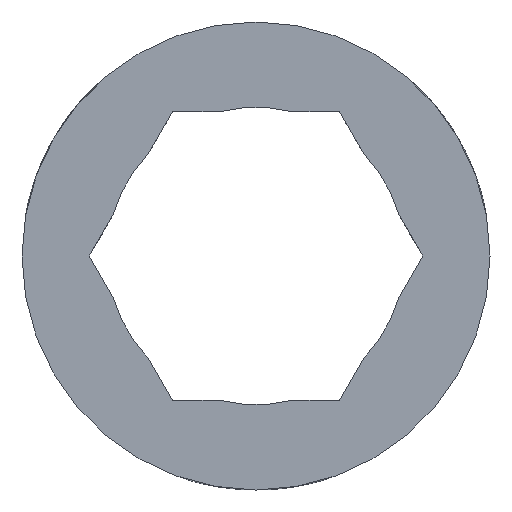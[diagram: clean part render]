
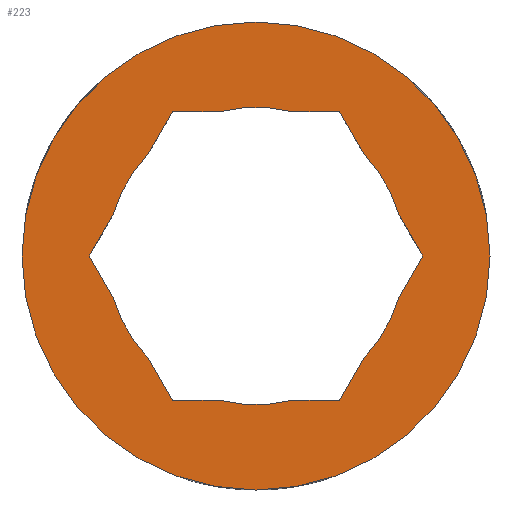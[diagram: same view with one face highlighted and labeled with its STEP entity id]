
A CAD part, left-side view. The second image highlights one B-rep face of the part: STEP entity #223.
In plain terms, the highlighted planar face has unit normal (-1, 0, 0).
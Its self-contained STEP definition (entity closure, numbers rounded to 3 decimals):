
#223=ADVANCED_FACE('',(#291,#292),#293,.F.);
#291=FACE_BOUND('',#360,.T.);
#292=FACE_OUTER_BOUND('',#361,.T.);
#293=PLANE('',#362);
#360=EDGE_LOOP('',(#586,#587,#588,#589,#590,#591,#592,#593,#594,#595,#596,#597,#598,#599,#600,#601,#602,#603));
#361=EDGE_LOOP('',(#604));
#362=AXIS2_PLACEMENT_3D('',#605,#606,#607);
#586=ORIENTED_EDGE('',*,*,#652,.T.);
#587=ORIENTED_EDGE('',*,*,#649,.T.);
#588=ORIENTED_EDGE('',*,*,#683,.F.);
#589=ORIENTED_EDGE('',*,*,#615,.T.);
#590=ORIENTED_EDGE('',*,*,#611,.T.);
#591=ORIENTED_EDGE('',*,*,#645,.F.);
#592=ORIENTED_EDGE('',*,*,#622,.T.);
#593=ORIENTED_EDGE('',*,*,#672,.T.);
#594=ORIENTED_EDGE('',*,*,#684,.F.);
#595=ORIENTED_EDGE('',*,*,#666,.T.);
#596=ORIENTED_EDGE('',*,*,#669,.T.);
#597=ORIENTED_EDGE('',*,*,#686,.F.);
#598=ORIENTED_EDGE('',*,*,#662,.T.);
#599=ORIENTED_EDGE('',*,*,#680,.T.);
#600=ORIENTED_EDGE('',*,*,#682,.F.);
#601=ORIENTED_EDGE('',*,*,#658,.T.);
#602=ORIENTED_EDGE('',*,*,#655,.T.);
#603=ORIENTED_EDGE('',*,*,#685,.F.);
#604=ORIENTED_EDGE('',*,*,#623,.T.);
#605=CARTESIAN_POINT('',(0.0,4.375,0.0));
#606=DIRECTION('',(1.0,0.0,0.0));
#607=DIRECTION('',(0.0,0.0,-1.0));
#611=EDGE_CURVE('',#688,#692,#694,.T.);
#615=EDGE_CURVE('',#701,#688,#702,.T.);
#622=EDGE_CURVE('',#709,#713,#715,.T.);
#623=EDGE_CURVE('',#716,#716,#717,.T.);
#645=EDGE_CURVE('',#709,#692,#757,.T.);
#649=EDGE_CURVE('',#763,#761,#764,.T.);
#652=EDGE_CURVE('',#766,#763,#768,.T.);
#655=EDGE_CURVE('',#769,#771,#773,.T.);
#658=EDGE_CURVE('',#778,#769,#779,.T.);
#662=EDGE_CURVE('',#781,#783,#785,.T.);
#666=EDGE_CURVE('',#792,#790,#793,.T.);
#669=EDGE_CURVE('',#790,#795,#797,.T.);
#672=EDGE_CURVE('',#713,#801,#803,.T.);
#680=EDGE_CURVE('',#783,#812,#814,.T.);
#682=EDGE_CURVE('',#778,#812,#816,.T.);
#683=EDGE_CURVE('',#701,#761,#817,.T.);
#684=EDGE_CURVE('',#792,#801,#818,.T.);
#685=EDGE_CURVE('',#766,#771,#819,.T.);
#686=EDGE_CURVE('',#781,#795,#820,.T.);
#688=VERTEX_POINT('',#822);
#692=VERTEX_POINT('',#828);
#694=LINE('',#831,#832);
#701=VERTEX_POINT('',#841);
#702=LINE('',#842,#843);
#709=VERTEX_POINT('',#851);
#713=VERTEX_POINT('',#857);
#715=LINE('',#860,#861);
#716=VERTEX_POINT('',#862);
#717=CIRCLE('',#863,5.35);
#757=CIRCLE('',#1081,3.4);
#761=VERTEX_POINT('',#1094);
#763=VERTEX_POINT('',#1097);
#764=LINE('',#1098,#1099);
#766=VERTEX_POINT('',#1102);
#768=LINE('',#1105,#1106);
#769=VERTEX_POINT('',#1107);
#771=VERTEX_POINT('',#1110);
#773=LINE('',#1113,#1114);
#778=VERTEX_POINT('',#1120);
#779=LINE('',#1121,#1122);
#781=VERTEX_POINT('',#1125);
#783=VERTEX_POINT('',#1128);
#785=LINE('',#1131,#1132);
#790=VERTEX_POINT('',#1138);
#792=VERTEX_POINT('',#1141);
#793=LINE('',#1142,#1143);
#795=VERTEX_POINT('',#1146);
#797=LINE('',#1149,#1150);
#801=VERTEX_POINT('',#1154);
#803=LINE('',#1157,#1158);
#812=VERTEX_POINT('',#1204);
#814=LINE('',#1207,#1208);
#816=CIRCLE('',#1211,3.4);
#817=CIRCLE('',#1212,3.4);
#818=CIRCLE('',#1213,3.4);
#819=CIRCLE('',#1214,3.4);
#820=CIRCLE('',#1215,3.4);
#822=CARTESIAN_POINT('',(0.0,1.905,3.3));
#828=CARTESIAN_POINT('',(0.0,0.819,3.3));
#831=CARTESIAN_POINT('',(0.0,4.375,3.3));
#832=VECTOR('',#1219,1.0);
#841=CARTESIAN_POINT('',(0.0,2.449,2.359));
#842=CARTESIAN_POINT('',(0.0,3.952,-0.244));
#843=VECTOR('',#1225,1.0);
#851=CARTESIAN_POINT('',(0.0,-0.819,3.3));
#857=CARTESIAN_POINT('',(0.0,-1.905,3.3));
#860=CARTESIAN_POINT('',(0.0,4.375,3.3));
#861=VECTOR('',#1236,1.0);
#862=CARTESIAN_POINT('',(0.0,0.0,5.35));
#863=AXIS2_PLACEMENT_3D('',#1237,#1238,#1239);
#1081=AXIS2_PLACEMENT_3D('',#1271,#1272,#1273);
#1094=CARTESIAN_POINT('',(0.0,3.267,0.941));
#1097=CARTESIAN_POINT('',(0.0,3.811,0.0));
#1098=CARTESIAN_POINT('',(0.0,3.952,-0.244));
#1099=VECTOR('',#1278,1.0);
#1102=CARTESIAN_POINT('',(0.0,3.267,-0.941));
#1105=CARTESIAN_POINT('',(0.0,3.952,0.244));
#1106=VECTOR('',#1281,1.0);
#1107=CARTESIAN_POINT('',(0.0,1.905,-3.3));
#1110=CARTESIAN_POINT('',(0.0,2.449,-2.359));
#1113=CARTESIAN_POINT('',(0.0,3.952,0.244));
#1114=VECTOR('',#1284,1.0);
#1120=CARTESIAN_POINT('',(0.0,0.819,-3.3));
#1121=CARTESIAN_POINT('',(0.0,4.375,-3.3));
#1122=VECTOR('',#1289,1.0);
#1125=CARTESIAN_POINT('',(0.0,-2.449,-2.359));
#1128=CARTESIAN_POINT('',(0.0,-1.905,-3.3));
#1131=CARTESIAN_POINT('',(0.0,-1.764,-3.544));
#1132=VECTOR('',#1293,1.0);
#1138=CARTESIAN_POINT('',(0.0,-3.811,0.));
#1141=CARTESIAN_POINT('',(0.0,-3.267,0.941));
#1142=CARTESIAN_POINT('',(0.0,-1.764,3.544));
#1143=VECTOR('',#1299,1.0);
#1146=CARTESIAN_POINT('',(0.0,-3.267,-0.941));
#1149=CARTESIAN_POINT('',(0.0,-1.764,-3.544));
#1150=VECTOR('',#1302,1.0);
#1154=CARTESIAN_POINT('',(0.0,-2.449,2.359));
#1157=CARTESIAN_POINT('',(0.0,-1.764,3.544));
#1158=VECTOR('',#1307,1.0);
#1204=CARTESIAN_POINT('',(0.0,-0.819,-3.3));
#1207=CARTESIAN_POINT('',(0.0,4.375,-3.3));
#1208=VECTOR('',#1313,1.0);
#1211=AXIS2_PLACEMENT_3D('',#1315,#1316,#1317);
#1212=AXIS2_PLACEMENT_3D('',#1318,#1319,#1320);
#1213=AXIS2_PLACEMENT_3D('',#1321,#1322,#1323);
#1214=AXIS2_PLACEMENT_3D('',#1324,#1325,#1326);
#1215=AXIS2_PLACEMENT_3D('',#1327,#1328,#1329);
#1219=DIRECTION('',(0.0,-1.0,0.));
#1225=DIRECTION('',(0.0,-0.5,0.866));
#1236=DIRECTION('',(0.0,-1.0,0.));
#1237=CARTESIAN_POINT('',(0.0,0.0,0.0));
#1238=DIRECTION('',(-1.0,0.0,0.0));
#1239=DIRECTION('',(0.0,0.0,1.0));
#1271=CARTESIAN_POINT('',(0.0,0.0,0.0));
#1272=DIRECTION('',(-1.0,0.0,0.0));
#1273=DIRECTION('',(0.0,0.0,1.0));
#1278=DIRECTION('',(0.0,-0.5,0.866));
#1281=DIRECTION('',(0.0,0.5,0.866));
#1284=DIRECTION('',(0.0,0.5,0.866));
#1289=DIRECTION('',(0.0,1.0,0.));
#1293=DIRECTION('',(0.0,0.5,-0.866));
#1299=DIRECTION('',(0.0,-0.5,-0.866));
#1302=DIRECTION('',(0.0,0.5,-0.866));
#1307=DIRECTION('',(0.0,-0.5,-0.866));
#1313=DIRECTION('',(0.0,1.0,0.));
#1315=CARTESIAN_POINT('',(0.0,0.0,0.0));
#1316=DIRECTION('',(-1.0,0.0,0.0));
#1317=DIRECTION('',(0.0,0.0,1.0));
#1318=CARTESIAN_POINT('',(0.0,0.0,0.0));
#1319=DIRECTION('',(-1.0,0.0,0.0));
#1320=DIRECTION('',(0.0,0.0,1.0));
#1321=CARTESIAN_POINT('',(0.0,0.0,0.0));
#1322=DIRECTION('',(-1.0,0.0,0.0));
#1323=DIRECTION('',(0.0,0.0,1.0));
#1324=CARTESIAN_POINT('',(0.0,0.0,0.0));
#1325=DIRECTION('',(-1.0,0.0,0.0));
#1326=DIRECTION('',(0.0,0.0,1.0));
#1327=CARTESIAN_POINT('',(0.0,0.0,0.0));
#1328=DIRECTION('',(-1.0,0.0,0.0));
#1329=DIRECTION('',(0.0,0.0,1.0));
